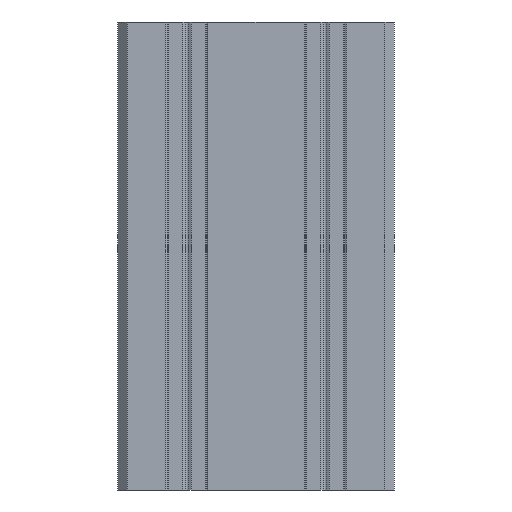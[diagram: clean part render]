
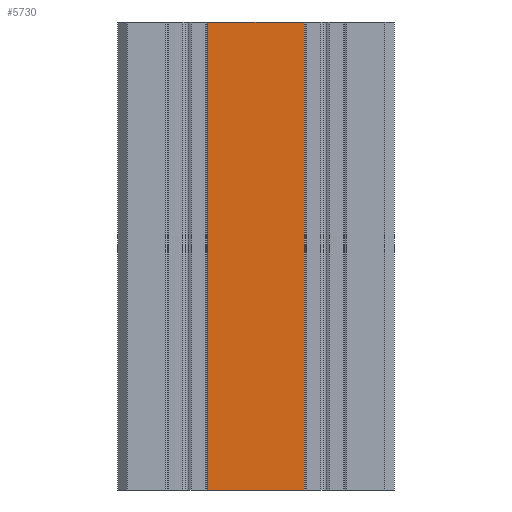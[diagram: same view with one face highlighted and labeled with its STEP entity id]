
A CAD part, front view. The second image highlights one B-rep face of the part: STEP entity #5730.
In plain terms, the highlighted planar face has unit normal (0, -1, 0).
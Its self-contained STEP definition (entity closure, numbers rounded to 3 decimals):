
#258 = VECTOR ( 'NONE', #266, 1000. ) ;
#266 = DIRECTION ( 'NONE',  ( -1., 0., 0. ) ) ;
#288 = ORIENTED_EDGE ( 'NONE', *, *, #7396, .F. ) ;
#584 = DIRECTION ( 'NONE',  ( 0., 0., 1. ) ) ;
#765 = CARTESIAN_POINT ( 'NONE',  ( 10.459, -15., 50.8 ) ) ;
#1020 = CARTESIAN_POINT ( 'NONE',  ( -10.459, -15., -50.8 ) ) ;
#1374 = PLANE ( 'NONE',  #8025 ) ;
#1520 = CARTESIAN_POINT ( 'NONE',  ( 0., -15., 50.8 ) ) ;
#2068 = CARTESIAN_POINT ( 'NONE',  ( 10.459, -15., -50.8 ) ) ;
#2081 = DIRECTION ( 'NONE',  ( 0., 0., 1. ) ) ;
#2653 = DIRECTION ( 'NONE',  ( 0., -1., 0. ) ) ;
#2695 = EDGE_LOOP ( 'NONE', ( #7845, #4366, #7325, #288 ) ) ;
#2698 = CARTESIAN_POINT ( 'NONE',  ( 10.459, -15., -50.8 ) ) ;
#2724 = VECTOR ( 'NONE', #7337, 1000. ) ;
#3842 = CARTESIAN_POINT ( 'NONE',  ( -10.459, -15., -50.8 ) ) ;
#4115 = LINE ( 'NONE', #1520, #2724 ) ;
#4241 = EDGE_CURVE ( 'NONE', #6566, #7752, #4115, .T. ) ;
#4266 = VERTEX_POINT ( 'NONE', #1020 ) ;
#4366 = ORIENTED_EDGE ( 'NONE', *, *, #5563, .T. ) ;
#4699 = VECTOR ( 'NONE', #584, 1000. ) ;
#5262 = CARTESIAN_POINT ( 'NONE',  ( -10.459, -15., 50.8 ) ) ;
#5263 = LINE ( 'NONE', #2698, #6848 ) ;
#5563 = EDGE_CURVE ( 'NONE', #8081, #6566, #5263, .T. ) ;
#5730 = ADVANCED_FACE ( 'NONE', ( #7654 ), #1374, .T. ) ;
#6283 = LINE ( 'NONE', #3842, #4699 ) ;
#6566 = VERTEX_POINT ( 'NONE', #765 ) ;
#6622 = CARTESIAN_POINT ( 'NONE',  ( 0., -15., -50.8 ) ) ;
#6671 = EDGE_CURVE ( 'NONE', #8081, #4266, #7823, .T. ) ;
#6848 = VECTOR ( 'NONE', #2081, 1000. ) ;
#6961 = CARTESIAN_POINT ( 'NONE',  ( 0., -15., 50.8 ) ) ;
#7325 = ORIENTED_EDGE ( 'NONE', *, *, #4241, .T. ) ;
#7337 = DIRECTION ( 'NONE',  ( -1., 0., 0. ) ) ;
#7396 = EDGE_CURVE ( 'NONE', #4266, #7752, #6283, .T. ) ;
#7654 = FACE_OUTER_BOUND ( 'NONE', #2695, .T. ) ;
#7752 = VERTEX_POINT ( 'NONE', #5262 ) ;
#7823 = LINE ( 'NONE', #6622, #258 ) ;
#7845 = ORIENTED_EDGE ( 'NONE', *, *, #6671, .F. ) ;
#8025 = AXIS2_PLACEMENT_3D ( 'NONE', #6961, #2653, #8144 ) ;
#8081 = VERTEX_POINT ( 'NONE', #2068 ) ;
#8144 = DIRECTION ( 'NONE',  ( 1., 0., 0. ) ) ;
